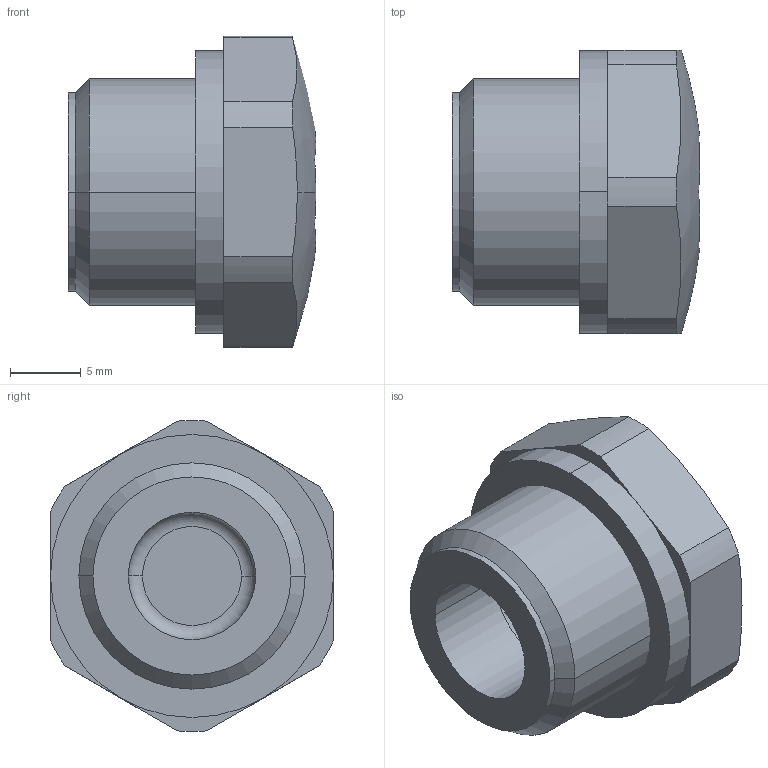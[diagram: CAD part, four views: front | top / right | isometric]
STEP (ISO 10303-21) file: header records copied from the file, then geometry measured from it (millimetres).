
FILE_DESCRIPTION (( 'STEP AP214' ), '1' );
FILE_NAME ('8290_3-M16-ap214.STEP', '2022-03-08T07:06:55', ( '' ), ( '' ), 'SwSTEP 2.0', 'SolidWorks 2020', '' );
FILE_SCHEMA (( 'AUTOMOTIVE_DESIGN' ));
Length unit declared in the file: millimetre
Products named in the file (3): 8290_3-M16-ap214; 82_909_20_37_0_ohne Beschriftung; 111768
Assembly tree (2 placements, depth 2):
  8290_3-M16-ap214
    82_909_20_37_0_ohne Beschriftung
    111768
Bounding box: 17.5 x 20 x 21.99 mm (x, y, z)
Volume: 3579.9 mm3; surface area: 2409.5 mm2
Topology: 2 solids, 2 shells, 42 faces, 100 edges, 64 vertices
Faces by surface type: plane 18, cylinder 16, torus 4, cone 2, sphere 2
Entity records: 1374 total; most frequent: DIRECTION 252, CARTESIAN_POINT 211, ORIENTED_EDGE 200, AXIS2_PLACEMENT_3D 105, EDGE_CURVE 100, VERTEX_POINT 64, CIRCLE 58, EDGE_LOOP 46
